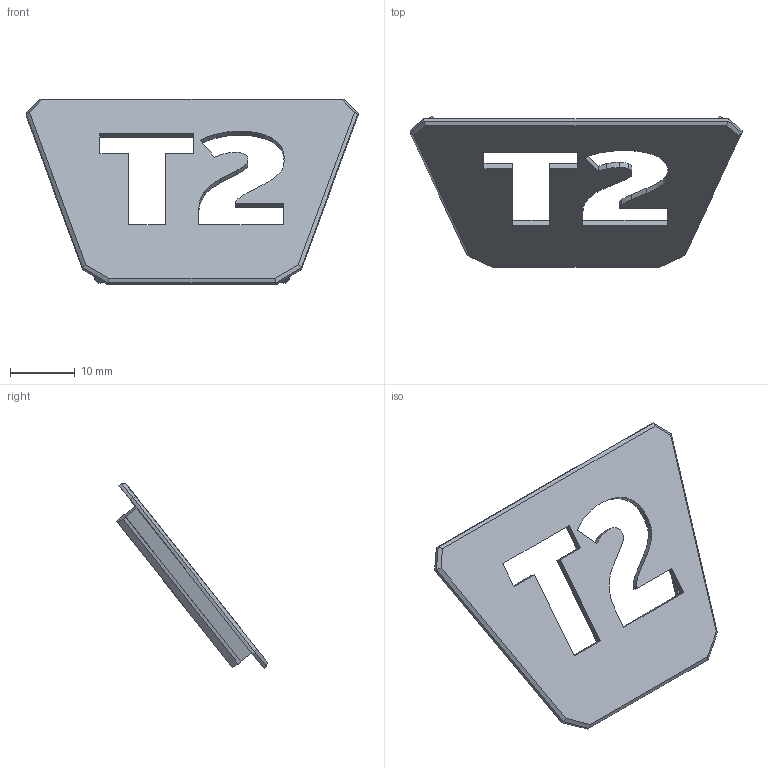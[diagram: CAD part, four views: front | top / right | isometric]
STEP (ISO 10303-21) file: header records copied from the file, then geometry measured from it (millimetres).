
FILE_DESCRIPTION(/* description */ (''),/* implementation_level */ '2;1');
FILE_NAME(/* name */ '02_13__XP__Text_Plate_T2___V1.0.step',/* time_stamp */ '2025-04-03T11:34:33+02:00',/* author */ (''),/* organization */ (''),/* preprocessor_version */ 'ST-DEVELOPER v20.1',/* originating_system */ 'Autodesk Translation Framework v14.4.0.0',/* authorisation */ '');
FILE_SCHEMA (('AUTOMOTIVE_DESIGN { 1 0 10303 214 3 1 1 }'));
Length unit declared in the file: millimetre
Products named in the file (1): 02_13__XP__Text_Plate_T2___V1.0
Bounding box: 51.39 x 23.3 x 28.68 mm (x, y, z)
Volume: 1499.3 mm3; surface area: 3165.9 mm2
Topology: 1 solids, 1 shells, 74 faces, 202 edges, 132 vertices
Faces by surface type: plane 57, bspline 17
Entity records: 2536 total; most frequent: CARTESIAN_POINT 738, ORIENTED_EDGE 404, DIRECTION 282, EDGE_CURVE 202, LINE 166, VECTOR 166, VERTEX_POINT 132, EDGE_LOOP 80
